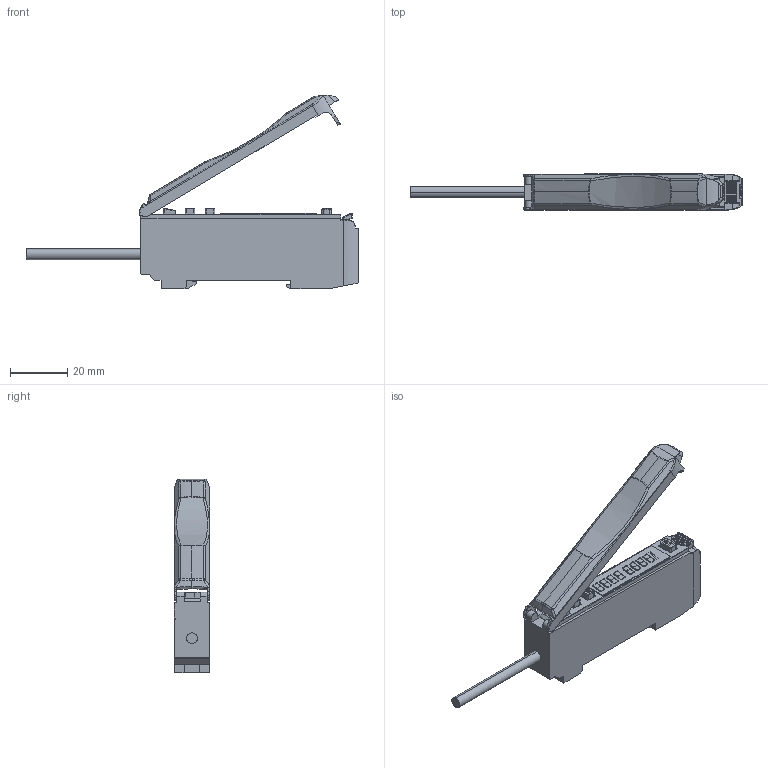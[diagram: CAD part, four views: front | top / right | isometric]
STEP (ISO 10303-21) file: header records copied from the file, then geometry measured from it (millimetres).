
FILE_DESCRIPTION (( 'STEP AP214' ), '1' );
FILE_NAME ('FOACAMPG1N_3D.STEP', '2022-02-03T20:49:02', ( '' ), ( '' ), 'SwSTEP 2.0', 'SolidWorks 2021', '' );
FILE_SCHEMA (( 'AUTOMOTIVE_DESIGN' ));
Length unit declared in the file: inch
Products named in the file (9): MANIFOLD_SOLID_BREP_9094; MANIFOLD_SOLID_BREP_9092; _GAVI11788055A8TN; MANIFOLD_SOLID_BREP_9093; FOACAMPG1N_3D; _GAVI11788055A8TN_LID; MANIFOLD_SOLID_BREP_9095; MANIFOLD_SOLID_BREP_9090; MANIFOLD_SOLID_BREP_9087
Assembly tree (8 placements, depth 2):
  FOACAMPG1N_3D
    MANIFOLD_SOLID_BREP_9087
    MANIFOLD_SOLID_BREP_9090
    MANIFOLD_SOLID_BREP_9092
    MANIFOLD_SOLID_BREP_9093
    MANIFOLD_SOLID_BREP_9094
    MANIFOLD_SOLID_BREP_9095
    _GAVI11788055A8TN
    _GAVI11788055A8TN_LID
Bounding box: 115.55 x 12.5 x 67.34 mm (x, y, z)
Volume: 22659.1 mm3; surface area: 12199.8 mm2
Topology: 10 solids, 10 shells, 1221 faces, 3153 edges, 2024 vertices
Faces by surface type: plane 810, cylinder 218, bspline 183, cone 8, torus 2
Entity records: 41474 total; most frequent: CARTESIAN_POINT 13091, ORIENTED_EDGE 6274, DIRECTION 4913, EDGE_CURVE 3137, VECTOR 2299, LINE 2299, VERTEX_POINT 2024, EDGE_LOOP 1311
